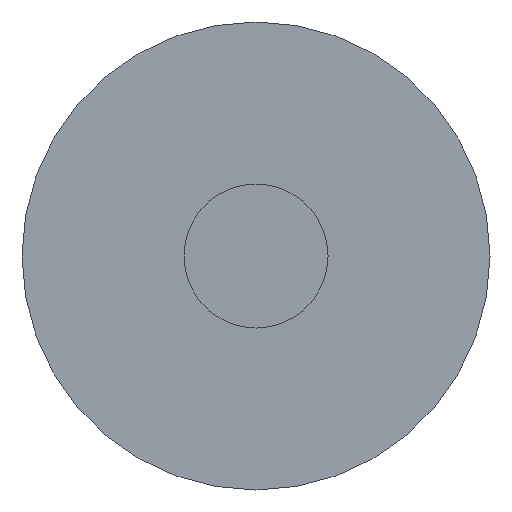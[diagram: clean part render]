
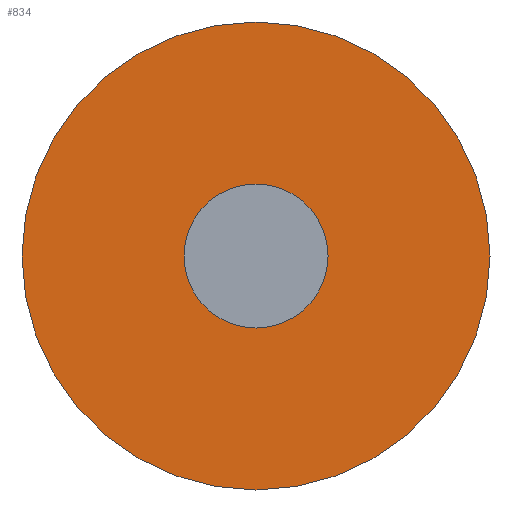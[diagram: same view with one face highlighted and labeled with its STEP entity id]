
A CAD part, left-side view. The second image highlights one B-rep face of the part: STEP entity #834.
In plain terms, the highlighted planar face has unit normal (-1, 0, 0).
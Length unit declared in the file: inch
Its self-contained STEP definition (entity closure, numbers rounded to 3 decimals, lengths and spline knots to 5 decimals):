
#39 = CIRCLE ( 'NONE', #1459, 2.5 ) ;
#61 = DIRECTION ( 'NONE',  ( 0., 0., -1. ) ) ;
#86 = EDGE_CURVE ( 'NONE', #514, #875, #2634, .T. ) ;
#237 = FACE_BOUND ( 'NONE', #2296, .T. ) ;
#280 = ORIENTED_EDGE ( 'NONE', *, *, #787, .T. ) ;
#379 = DIRECTION ( 'NONE',  ( -1., 0., 0. ) ) ;
#485 = CIRCLE ( 'NONE', #2780, 8.125 ) ;
#508 = AXIS2_PLACEMENT_3D ( 'NONE', #2874, #1374, #3338 ) ;
#514 = VERTEX_POINT ( 'NONE', #918 ) ;
#518 = PLANE ( 'NONE',  #2283 ) ;
#787 = EDGE_CURVE ( 'NONE', #875, #514, #39, .T. ) ;
#807 = CARTESIAN_POINT ( 'NONE',  ( 1.25, 0., 0. ) ) ;
#834 = ADVANCED_FACE ( 'NONE', ( #237, #3052 ), #518, .F. ) ;
#875 = VERTEX_POINT ( 'NONE', #2773 ) ;
#918 = CARTESIAN_POINT ( 'NONE',  ( 1.25, 0., 2.5 ) ) ;
#964 = VERTEX_POINT ( 'NONE', #2492 ) ;
#1065 = DIRECTION ( 'NONE',  ( 0., 0., 1. ) ) ;
#1239 = DIRECTION ( 'NONE',  ( 0., 0., -1. ) ) ;
#1374 = DIRECTION ( 'NONE',  ( 1., 0., 0. ) ) ;
#1406 = EDGE_LOOP ( 'NONE', ( #2230, #3288 ) ) ;
#1459 = AXIS2_PLACEMENT_3D ( 'NONE', #2575, #2027, #61 ) ;
#1462 = CARTESIAN_POINT ( 'NONE',  ( 1.25, 0., -8.125 ) ) ;
#1528 = ORIENTED_EDGE ( 'NONE', *, *, #86, .T. ) ;
#1804 = CARTESIAN_POINT ( 'NONE',  ( 1.25, 2.5, 0. ) ) ;
#1871 = CIRCLE ( 'NONE', #3014, 8.125 ) ;
#2027 = DIRECTION ( 'NONE',  ( 1., 0., 0. ) ) ;
#2230 = ORIENTED_EDGE ( 'NONE', *, *, #2373, .T. ) ;
#2283 = AXIS2_PLACEMENT_3D ( 'NONE', #1804, #2943, #1239 ) ;
#2296 = EDGE_LOOP ( 'NONE', ( #1528, #280 ) ) ;
#2373 = EDGE_CURVE ( 'NONE', #964, #3073, #1871, .T. ) ;
#2443 = EDGE_CURVE ( 'NONE', #3073, #964, #485, .T. ) ;
#2492 = CARTESIAN_POINT ( 'NONE',  ( 1.25, 0., 8.125 ) ) ;
#2575 = CARTESIAN_POINT ( 'NONE',  ( 1.25, 0., 0. ) ) ;
#2597 = DIRECTION ( 'NONE',  ( 0., 0., 1. ) ) ;
#2634 = CIRCLE ( 'NONE', #508, 2.5 ) ;
#2773 = CARTESIAN_POINT ( 'NONE',  ( 1.25, 0., -2.5 ) ) ;
#2780 = AXIS2_PLACEMENT_3D ( 'NONE', #3462, #379, #2597 ) ;
#2874 = CARTESIAN_POINT ( 'NONE',  ( 1.25, 0., 0. ) ) ;
#2943 = DIRECTION ( 'NONE',  ( 1., 0., 0. ) ) ;
#3014 = AXIS2_PLACEMENT_3D ( 'NONE', #807, #3350, #1065 ) ;
#3052 = FACE_OUTER_BOUND ( 'NONE', #1406, .T. ) ;
#3073 = VERTEX_POINT ( 'NONE', #1462 ) ;
#3288 = ORIENTED_EDGE ( 'NONE', *, *, #2443, .T. ) ;
#3338 = DIRECTION ( 'NONE',  ( 0., 0., -1. ) ) ;
#3350 = DIRECTION ( 'NONE',  ( -1., 0., 0. ) ) ;
#3462 = CARTESIAN_POINT ( 'NONE',  ( 1.25, 0., 0. ) ) ;
